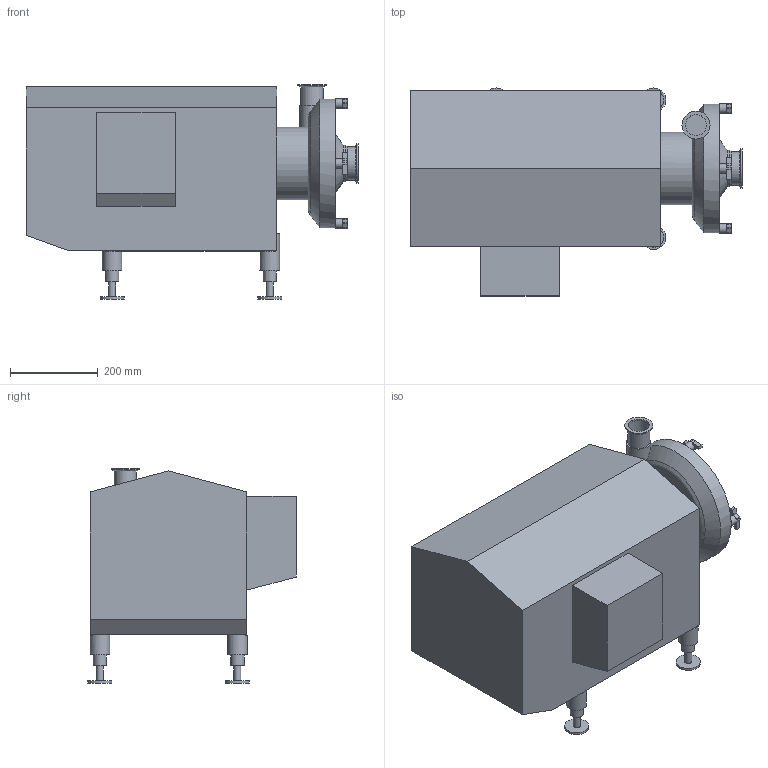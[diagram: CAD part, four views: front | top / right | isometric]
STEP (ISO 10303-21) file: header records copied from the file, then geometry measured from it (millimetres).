
FILE_DESCRIPTION(/* description */ (''),/* implementation_level */ '2;1');
FILE_NAME(/* name */ '',/* time_stamp */ '2024-11-22T10:04:20+09:00',/* author */ ('m'),/* organization */ (''),/* preprocessor_version */ 'ST-DEVELOPER v20',/* originating_system */ 'Autodesk Inventor 2025',/* authorisation */ '');
FILE_SCHEMA (('CONFIG_CONTROL_DESIGN'));
Length unit declared in the file: millimetre
Products named in the file (1): EZM_110-150_30X20_CXC
Bounding box: 758 x 475.5 x 490 mm (x, y, z)
Volume: 80546663.1 mm3; surface area: 1446200.3 mm2
Topology: 1 solids, 5 shells, 176 faces, 421 edges, 273 vertices
Faces by surface type: plane 132, cylinder 34, cone 6, torus 2, bspline 2
Full cylindrical faces by diameter (mm): 10.917 x4, 16 x4, 21 x4, 30 x4, 45 x4, 47.8 x1, 50.8 x1, 55 x4, 55.8 x1, 64 x1, 72.3 x1, 76.3 x1, 84.3 x1, 91 x1, 166 x1, 294 x1
Entity records: 5283 total; most frequent: CARTESIAN_POINT 1012, DIRECTION 908, ORIENTED_EDGE 842, EDGE_CURVE 421, AXIS2_PLACEMENT_3D 323, VERTEX_POINT 273, LINE 262, VECTOR 262
